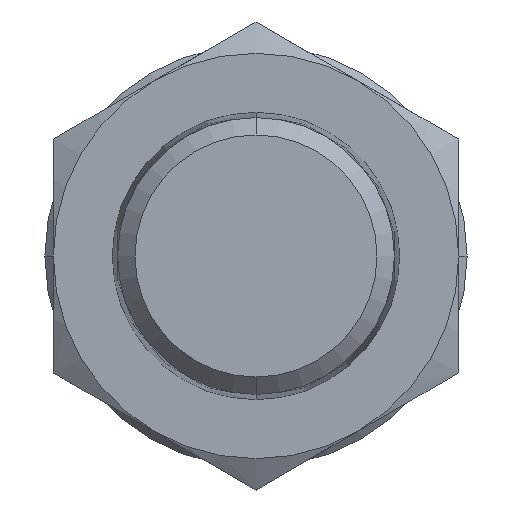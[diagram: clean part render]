
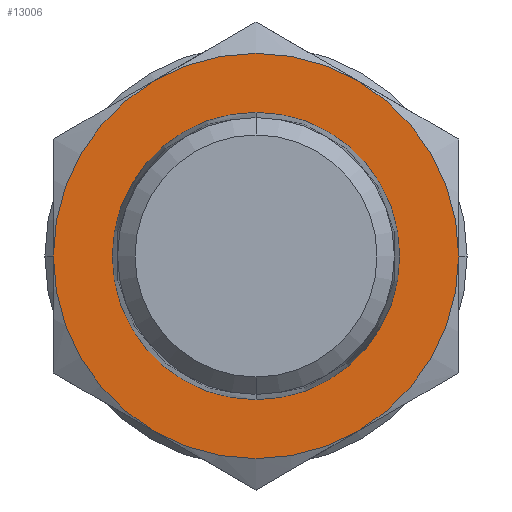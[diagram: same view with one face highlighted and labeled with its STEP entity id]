
A CAD part, left-side view. The second image highlights one B-rep face of the part: STEP entity #13006.
In plain terms, the highlighted face is planar.
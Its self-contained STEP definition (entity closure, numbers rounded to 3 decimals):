
#396=CARTESIAN_POINT('',(0.,-8.51,-33.7));
#397=VERTEX_POINT('',#396);
#413=CARTESIAN_POINT('',(0.,8.51,-33.7));
#414=VERTEX_POINT('',#413);
#421=CARTESIAN_POINT('',(0.,0.,-33.7));
#422=DIRECTION('',(0.0,0.0,-1.0));
#423=DIRECTION('',(0.0,1.0,0.0));
#424=AXIS2_PLACEMENT_3D('',#421,#422,#423);
#425=CIRCLE('',#424,8.51);
#426=EDGE_CURVE('',#414,#397,#425,.T.);
#12552=CARTESIAN_POINT('',(-6.,-10.392,-33.7));
#12553=VERTEX_POINT('',#12552);
#12606=CARTESIAN_POINT('',(-12.,0.,-33.7));
#12607=VERTEX_POINT('',#12606);
#12653=CARTESIAN_POINT('',(-6.,10.392,-33.7));
#12654=VERTEX_POINT('',#12653);
#12691=CARTESIAN_POINT('',(6.,10.392,-33.7));
#12692=VERTEX_POINT('',#12691);
#12706=CARTESIAN_POINT('',(0.,0.,-33.7));
#12707=DIRECTION('',(0.0,0.0,-1.0));
#12708=DIRECTION('',(0.0,-1.0,0.0));
#12709=AXIS2_PLACEMENT_3D('',#12706,#12707,#12708);
#12710=CIRCLE('',#12709,12.);
#12711=EDGE_CURVE('',#12654,#12692,#12710,.T.);
#12723=CARTESIAN_POINT('',(0.,0.,-33.7));
#12724=DIRECTION('',(0.0,0.0,-1.0));
#12725=DIRECTION('',(0.0,-1.0,0.0));
#12726=AXIS2_PLACEMENT_3D('',#12723,#12724,#12725);
#12727=CIRCLE('',#12726,12.);
#12728=EDGE_CURVE('',#12607,#12654,#12727,.T.);
#12740=CARTESIAN_POINT('',(0.,0.,-33.7));
#12741=DIRECTION('',(0.0,0.0,-1.0));
#12742=DIRECTION('',(0.0,-1.0,0.0));
#12743=AXIS2_PLACEMENT_3D('',#12740,#12741,#12742);
#12744=CIRCLE('',#12743,12.);
#12745=EDGE_CURVE('',#12553,#12607,#12744,.T.);
#12756=CARTESIAN_POINT('',(6.,-10.392,-33.7));
#12757=VERTEX_POINT('',#12756);
#12758=CARTESIAN_POINT('',(0.,0.,-33.7));
#12759=DIRECTION('',(0.0,0.0,-1.0));
#12760=DIRECTION('',(0.0,-1.0,0.0));
#12761=AXIS2_PLACEMENT_3D('',#12758,#12759,#12760);
#12762=CIRCLE('',#12761,12.);
#12763=EDGE_CURVE('',#12757,#12553,#12762,.T.);
#12801=CARTESIAN_POINT('',(12.,0.,-33.7));
#12802=VERTEX_POINT('',#12801);
#12803=CARTESIAN_POINT('',(0.,0.,-33.7));
#12804=DIRECTION('',(0.0,0.0,-1.0));
#12805=DIRECTION('',(0.0,-1.0,0.0));
#12806=AXIS2_PLACEMENT_3D('',#12803,#12804,#12805);
#12807=CIRCLE('',#12806,12.);
#12808=EDGE_CURVE('',#12802,#12757,#12807,.T.);
#12846=CARTESIAN_POINT('',(0.,0.,-33.7));
#12847=DIRECTION('',(0.0,0.0,-1.0));
#12848=DIRECTION('',(0.0,-1.0,0.0));
#12849=AXIS2_PLACEMENT_3D('',#12846,#12847,#12848);
#12850=CIRCLE('',#12849,12.);
#12851=EDGE_CURVE('',#12692,#12802,#12850,.T.);
#12945=CARTESIAN_POINT('',(0.,0.,-33.7));
#12946=DIRECTION('',(0.0,0.0,-1.0));
#12947=DIRECTION('',(0.0,1.0,0.0));
#12948=AXIS2_PLACEMENT_3D('',#12945,#12946,#12947);
#12949=CIRCLE('',#12948,8.51);
#12950=EDGE_CURVE('',#397,#414,#12949,.T.);
#12989=CARTESIAN_POINT('',(0.,0.,-33.7));
#12990=DIRECTION('',(0.0,0.0,1.0));
#12991=DIRECTION('',(0.0,1.0,0.0));
#12992=AXIS2_PLACEMENT_3D('',#12989,#12990,#12991);
#12993=PLANE('',#12992);
#12994=ORIENTED_EDGE('',*,*,#12851,.T.);
#12995=ORIENTED_EDGE('',*,*,#12808,.T.);
#12996=ORIENTED_EDGE('',*,*,#12763,.T.);
#12997=ORIENTED_EDGE('',*,*,#12745,.T.);
#12998=ORIENTED_EDGE('',*,*,#12728,.T.);
#12999=ORIENTED_EDGE('',*,*,#12711,.T.);
#13000=EDGE_LOOP('',(#12994,#12995,#12996,#12997,#12998,#12999));
#13001=FACE_OUTER_BOUND('',#13000,.T.);
#13002=ORIENTED_EDGE('',*,*,#426,.F.);
#13003=ORIENTED_EDGE('',*,*,#12950,.F.);
#13004=EDGE_LOOP('',(#13002,#13003));
#13005=FACE_BOUND('',#13004,.T.);
#13006=ADVANCED_FACE('',(#13001,#13005),#12993,.F.);
